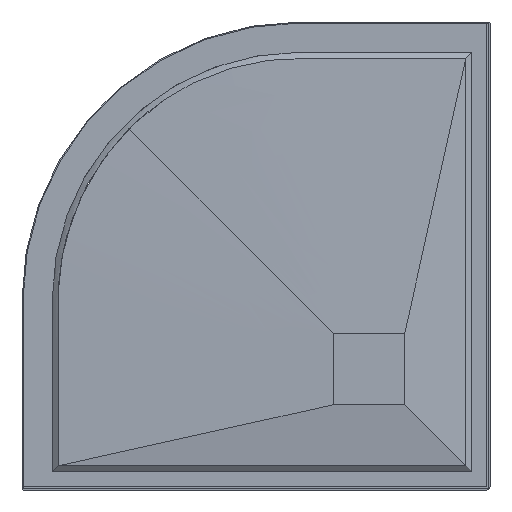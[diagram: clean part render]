
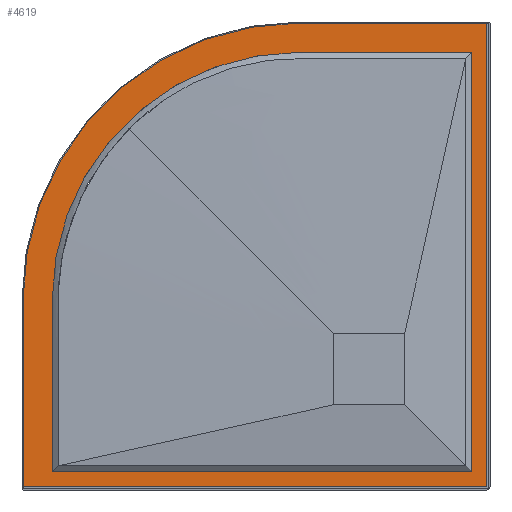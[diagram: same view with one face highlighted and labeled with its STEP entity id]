
A CAD part, front view. The second image highlights one B-rep face of the part: STEP entity #4619.
In plain terms, the highlighted planar face has unit normal (0, -1, 0).
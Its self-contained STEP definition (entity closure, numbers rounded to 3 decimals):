
#60 = DIRECTION ( 'NONE',  ( -1., 0., 0. ) ) ;
#82 = EDGE_CURVE ( 'NONE', #2854, #3218, #2794, .T. ) ;
#95 = CIRCLE ( 'NONE', #787, 548. ) ;
#281 = FACE_BOUND ( 'NONE', #3554, .T. ) ;
#289 = ORIENTED_EDGE ( 'NONE', *, *, #3835, .T. ) ;
#435 = CARTESIAN_POINT ( 'NONE',  ( 428., 0., -428. ) ) ;
#447 = VERTEX_POINT ( 'NONE', #4307 ) ;
#499 = LINE ( 'NONE', #3715, #3125 ) ;
#543 = DIRECTION ( 'NONE',  ( 0., 0., -1. ) ) ;
#563 = LINE ( 'NONE', #4126, #3765 ) ;
#566 = CARTESIAN_POINT ( 'NONE',  ( -404., 0., -86. ) ) ;
#585 = ORIENTED_EDGE ( 'NONE', *, *, #82, .T. ) ;
#592 = EDGE_CURVE ( 'NONE', #4169, #2854, #3422, .T. ) ;
#698 = CARTESIAN_POINT ( 'NONE',  ( -404., 0., -86. ) ) ;
#736 = LINE ( 'NONE', #2939, #1317 ) ;
#771 = DIRECTION ( 'NONE',  ( 0., 0., 1. ) ) ;
#787 = AXIS2_PLACEMENT_3D ( 'NONE', #3471, #1318, #543 ) ;
#863 = LINE ( 'NONE', #2056, #1893 ) ;
#910 = CARTESIAN_POINT ( 'NONE',  ( 458., 0., 462. ) ) ;
#961 = EDGE_CURVE ( 'NONE', #3218, #447, #499, .T. ) ;
#1026 = EDGE_CURVE ( 'NONE', #1818, #3620, #863, .T. ) ;
#1062 = CARTESIAN_POINT ( 'NONE',  ( -462., 0., -86. ) ) ;
#1084 = CARTESIAN_POINT ( 'NONE',  ( -404., 0., -428. ) ) ;
#1172 = EDGE_LOOP ( 'NONE', ( #2810, #2811, #2257, #3807, #2138 ) ) ;
#1207 = ORIENTED_EDGE ( 'NONE', *, *, #961, .T. ) ;
#1288 = DIRECTION ( 'NONE',  ( 0., 0., -1. ) ) ;
#1317 = VECTOR ( 'NONE', #60, 1000. ) ;
#1318 = DIRECTION ( 'NONE',  ( 0., -1., 0. ) ) ;
#1371 = EDGE_CURVE ( 'NONE', #4168, #3620, #4069, .T. ) ;
#1406 = CARTESIAN_POINT ( 'NONE',  ( 86., 0., 462. ) ) ;
#1462 = DIRECTION ( 'NONE',  ( 0., 0., -1. ) ) ;
#1585 = VERTEX_POINT ( 'NONE', #1406 ) ;
#1744 = PLANE ( 'NONE',  #3087 ) ;
#1809 = VERTEX_POINT ( 'NONE', #910 ) ;
#1818 = VERTEX_POINT ( 'NONE', #2004 ) ;
#1858 = CARTESIAN_POINT ( 'NONE',  ( 86., 0., 404. ) ) ;
#1890 = VECTOR ( 'NONE', #2000, 1000. ) ;
#1893 = VECTOR ( 'NONE', #2606, 1000. ) ;
#2000 = DIRECTION ( 'NONE',  ( 0., 0., 1. ) ) ;
#2004 = CARTESIAN_POINT ( 'NONE',  ( 458., 0., -458. ) ) ;
#2056 = CARTESIAN_POINT ( 'NONE',  ( 86., 0., -458. ) ) ;
#2071 = EDGE_CURVE ( 'NONE', #4737, #4169, #736, .T. ) ;
#2138 = ORIENTED_EDGE ( 'NONE', *, *, #1371, .T. ) ;
#2199 = EDGE_CURVE ( 'NONE', #1809, #1818, #563, .T. ) ;
#2205 = CARTESIAN_POINT ( 'NONE',  ( 428., 0., 404. ) ) ;
#2250 = LINE ( 'NONE', #2205, #2919 ) ;
#2257 = ORIENTED_EDGE ( 'NONE', *, *, #4473, .T. ) ;
#2606 = DIRECTION ( 'NONE',  ( -1., 0., 0. ) ) ;
#2770 = CARTESIAN_POINT ( 'NONE',  ( 86., 0., -86. ) ) ;
#2794 = CIRCLE ( 'NONE', #4622, 490. ) ;
#2810 = ORIENTED_EDGE ( 'NONE', *, *, #1026, .F. ) ;
#2811 = ORIENTED_EDGE ( 'NONE', *, *, #2199, .F. ) ;
#2854 = VERTEX_POINT ( 'NONE', #698 ) ;
#2905 = DIRECTION ( 'NONE',  ( 0., 1., 0. ) ) ;
#2913 = CARTESIAN_POINT ( 'NONE',  ( -462., 0., -462. ) ) ;
#2919 = VECTOR ( 'NONE', #1462, 1000. ) ;
#2939 = CARTESIAN_POINT ( 'NONE',  ( -404., 0., -428. ) ) ;
#3087 = AXIS2_PLACEMENT_3D ( 'NONE', #2770, #3878, #4633 ) ;
#3125 = VECTOR ( 'NONE', #3380, 1000. ) ;
#3164 = CARTESIAN_POINT ( 'NONE',  ( 86., 0., 462. ) ) ;
#3186 = FACE_OUTER_BOUND ( 'NONE', #1172, .T. ) ;
#3218 = VERTEX_POINT ( 'NONE', #1858 ) ;
#3320 = ORIENTED_EDGE ( 'NONE', *, *, #2071, .T. ) ;
#3380 = DIRECTION ( 'NONE',  ( 1., 0., 0. ) ) ;
#3422 = LINE ( 'NONE', #566, #1890 ) ;
#3471 = CARTESIAN_POINT ( 'NONE',  ( 86., 0., -86. ) ) ;
#3546 = DIRECTION ( 'NONE',  ( -1., 0., 0. ) ) ;
#3554 = EDGE_LOOP ( 'NONE', ( #289, #3320, #4635, #585, #1207 ) ) ;
#3620 = VERTEX_POINT ( 'NONE', #4264 ) ;
#3642 = DIRECTION ( 'NONE',  ( 0., 0., -1. ) ) ;
#3651 = VECTOR ( 'NONE', #3642, 1000. ) ;
#3699 = CARTESIAN_POINT ( 'NONE',  ( 86., 0., -86. ) ) ;
#3715 = CARTESIAN_POINT ( 'NONE',  ( 86., 0., 404. ) ) ;
#3765 = VECTOR ( 'NONE', #1288, 1000. ) ;
#3807 = ORIENTED_EDGE ( 'NONE', *, *, #4613, .T. ) ;
#3835 = EDGE_CURVE ( 'NONE', #447, #4737, #2250, .T. ) ;
#3878 = DIRECTION ( 'NONE',  ( 0., 1., 0. ) ) ;
#4069 = LINE ( 'NONE', #2913, #3651 ) ;
#4126 = CARTESIAN_POINT ( 'NONE',  ( 458., 0., -86. ) ) ;
#4168 = VERTEX_POINT ( 'NONE', #1062 ) ;
#4169 = VERTEX_POINT ( 'NONE', #1084 ) ;
#4221 = VECTOR ( 'NONE', #3546, 1000. ) ;
#4229 = LINE ( 'NONE', #3164, #4221 ) ;
#4264 = CARTESIAN_POINT ( 'NONE',  ( -462., 0., -458. ) ) ;
#4307 = CARTESIAN_POINT ( 'NONE',  ( 428., 0., 404. ) ) ;
#4473 = EDGE_CURVE ( 'NONE', #1809, #1585, #4229, .T. ) ;
#4613 = EDGE_CURVE ( 'NONE', #1585, #4168, #95, .T. ) ;
#4619 = ADVANCED_FACE ( 'NONE', ( #281, #3186 ), #1744, .F. ) ;
#4622 = AXIS2_PLACEMENT_3D ( 'NONE', #3699, #2905, #771 ) ;
#4633 = DIRECTION ( 'NONE',  ( 0., 0., 1. ) ) ;
#4635 = ORIENTED_EDGE ( 'NONE', *, *, #592, .T. ) ;
#4737 = VERTEX_POINT ( 'NONE', #435 ) ;
